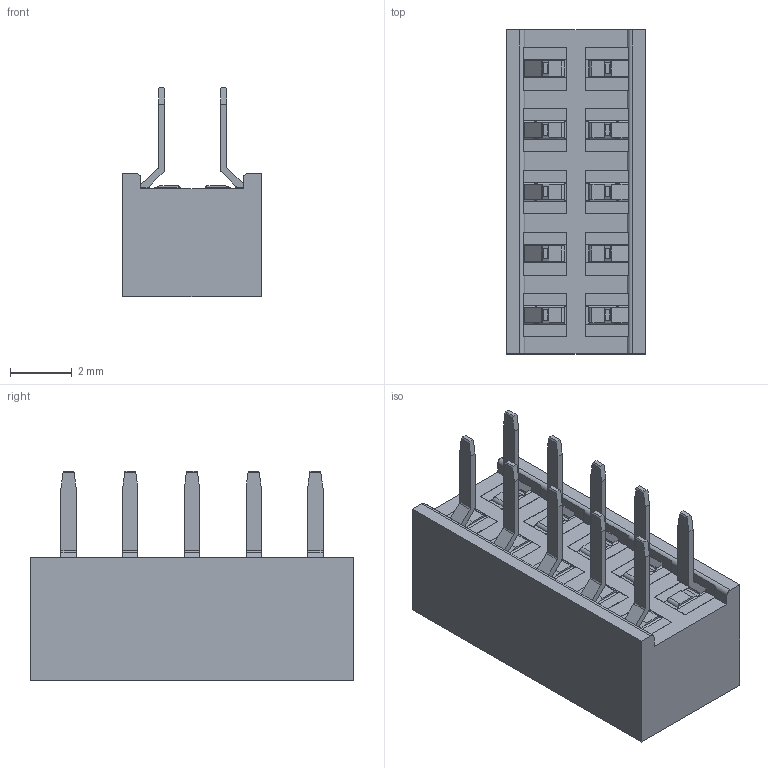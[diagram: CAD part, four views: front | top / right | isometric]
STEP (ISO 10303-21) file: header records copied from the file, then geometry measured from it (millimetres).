
FILE_DESCRIPTION(('FreeCAD Model'),'2;1');
FILE_NAME('female_header_a-bl200-dg-g10d.step', '2017-04-01T00:30:09',('Author'),(''), 'Open CASCADE STEP processor 6.8','FreeCAD','Unknown');
FILE_SCHEMA(('AUTOMOTIVE_DESIGN_CC2 { 1 2 10303 214 -1 1 5 4 }'));
Length unit declared in the file: millimetre
Products named in the file (2): ASSEMBLY; female_header_a-bl200-dg-g10d
Assembly tree (1 placements, depth 2):
  ASSEMBLY
    female_header_a-bl200-dg-g10d
Bounding box: 4.5 x 10.5 x 6.8 mm (x, y, z)
Volume: 114 mm3; surface area: 472 mm2
Topology: 1 solids, 1 shells, 477 faces, 1322 edges, 868 vertices
Faces by surface type: plane 390, cylinder 87
Entity records: 48379 total; most frequent: CARTESIAN_POINT 19637, DIRECTION 4398, LINE 2970, VECTOR 2970, ORIENTED_EDGE 2644, PCURVE 2644, DEFINITIONAL_REPRESENTATION 2644, EDGE_CURVE 1322
